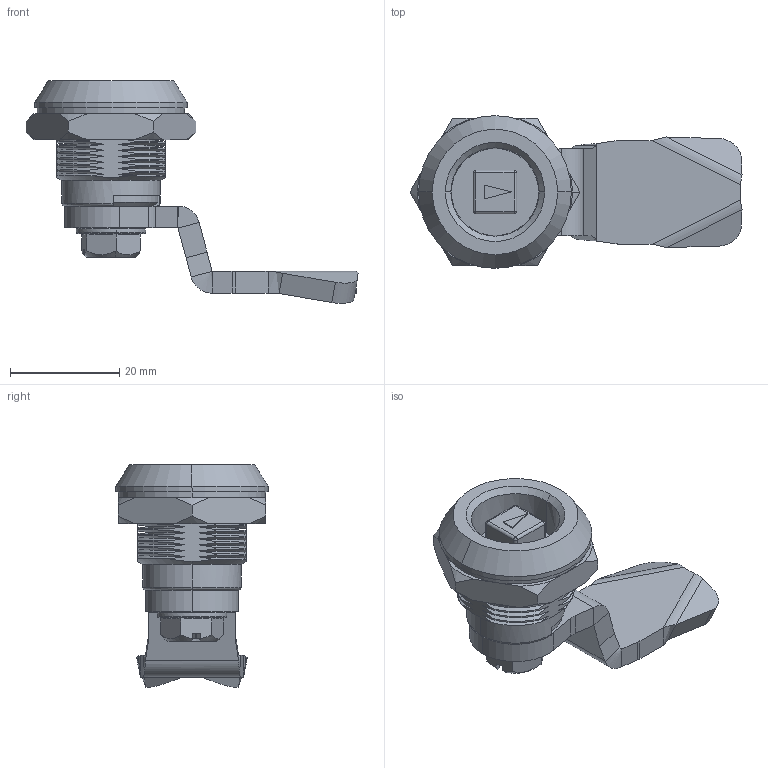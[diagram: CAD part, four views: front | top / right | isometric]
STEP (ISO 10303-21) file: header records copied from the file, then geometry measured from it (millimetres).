
FILE_DESCRIPTION (( 'STEP AP203' ), '1' );
FILE_NAME ('KY48.1.5.64.0.BOYALI.STEP', '2022-08-15T07:13:53', ( '' ), ( '' ), 'SwSTEP 2.0', 'SolidWorks 2021', '' );
FILE_SCHEMA (( 'CONFIG_CONTROL_DESIGN' ));
Length unit declared in the file: millimetre
Products named in the file (1): KY48.1.5.64.0.BOYALI
Bounding box: 60.91 x 28 x 40.86 mm (x, y, z)
Surface area: 7590.6 mm2 (no closed solid volume)
Topology: 0 solids, 23 shells, 266 faces, 870 edges, 610 vertices
Faces by surface type: plane 105, cylinder 60, bspline 57, cone 30, torus 10, sphere 4
Entity records: 30229 total; most frequent: CARTESIAN_POINT 23609, ORIENTED_EDGE 1467, DIRECTION 1053, EDGE_CURVE 866, VERTEX_POINT 610, VECTOR 365, LINE 365, AXIS2_PLACEMENT_3D 344
